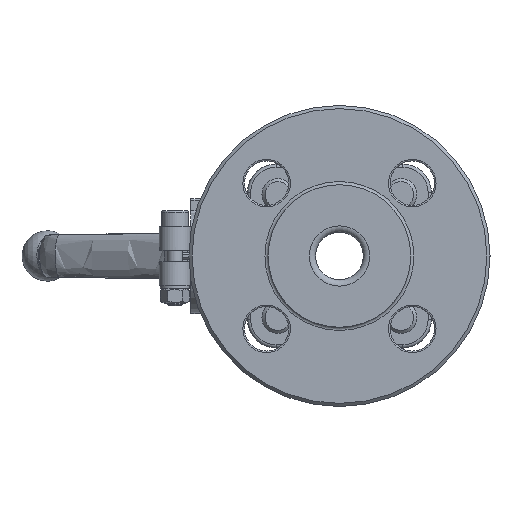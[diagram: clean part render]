
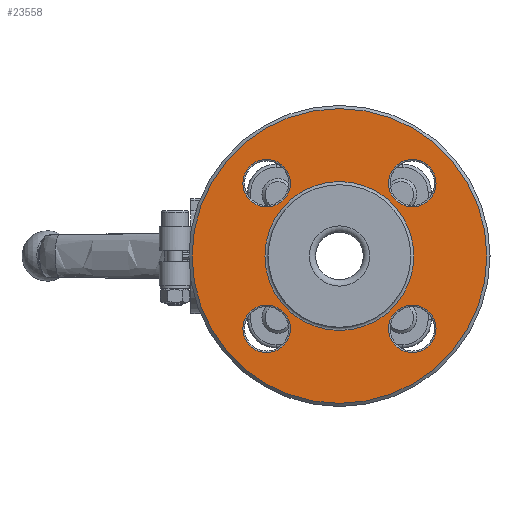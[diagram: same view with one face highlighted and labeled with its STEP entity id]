
A CAD part, left-side view. The second image highlights one B-rep face of the part: STEP entity #23558.
In plain terms, the highlighted planar face has unit normal (-1, 0, 0).
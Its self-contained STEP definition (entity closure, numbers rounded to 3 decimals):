
#410 = AXIS2_PLACEMENT_3D ( 'NONE', #9139, #17100, #28470 ) ;
#1282 = ORIENTED_EDGE ( 'NONE', *, *, #20837, .T. ) ;
#2004 = CIRCLE ( 'NONE', #410, 7.5 ) ;
#2713 = DIRECTION ( 'NONE',  ( 0., 1., 0. ) ) ;
#2746 = CARTESIAN_POINT ( 'NONE',  ( -61.5, -23.5, 0. ) ) ;
#2823 = ORIENTED_EDGE ( 'NONE', *, *, #10112, .T. ) ;
#2862 = CIRCLE ( 'NONE', #19853, 7.5 ) ;
#3047 = AXIS2_PLACEMENT_3D ( 'NONE', #10957, #21853, #21379 ) ;
#3431 = VERTEX_POINT ( 'NONE', #21600 ) ;
#5153 = FACE_BOUND ( 'NONE', #40190, .T. ) ;
#5331 = EDGE_LOOP ( 'NONE', ( #8775 ) ) ;
#5357 = CIRCLE ( 'NONE', #3047, 7.5 ) ;
#5850 = CARTESIAN_POINT ( 'NONE',  ( -61.5, -22.981, -22.981 ) ) ;
#6089 = DIRECTION ( 'NONE',  ( -1., 0., 0. ) ) ;
#7075 = VERTEX_POINT ( 'NONE', #39568 ) ;
#7350 = EDGE_CURVE ( 'NONE', #28625, #28625, #38377, .T. ) ;
#8692 = ORIENTED_EDGE ( 'NONE', *, *, #26267, .T. ) ;
#8775 = ORIENTED_EDGE ( 'NONE', *, *, #7350, .F. ) ;
#9139 = CARTESIAN_POINT ( 'NONE',  ( -61.5, -22.981, 22.981 ) ) ;
#10112 = EDGE_CURVE ( 'NONE', #7075, #7075, #2862, .T. ) ;
#10725 = EDGE_CURVE ( 'NONE', #3431, #3431, #45449, .T. ) ;
#10922 = AXIS2_PLACEMENT_3D ( 'NONE', #5850, #16988, #2713 ) ;
#10957 = CARTESIAN_POINT ( 'NONE',  ( -61.5, 22.981, -22.981 ) ) ;
#11181 = VERTEX_POINT ( 'NONE', #11904 ) ;
#11408 = AXIS2_PLACEMENT_3D ( 'NONE', #15440, #45234, #34563 ) ;
#11449 = DIRECTION ( 'NONE',  ( 1., 0., 0. ) ) ;
#11904 = CARTESIAN_POINT ( 'NONE',  ( -61.5, -15.481, -22.981 ) ) ;
#12405 = FACE_BOUND ( 'NONE', #41780, .T. ) ;
#12631 = PLANE ( 'NONE',  #32951 ) ;
#15440 = CARTESIAN_POINT ( 'NONE',  ( -61.5, 0., 0. ) ) ;
#15908 = ORIENTED_EDGE ( 'NONE', *, *, #10725, .T. ) ;
#16985 = FACE_OUTER_BOUND ( 'NONE', #44725, .T. ) ;
#16988 = DIRECTION ( 'NONE',  ( 1., 0., 0. ) ) ;
#17100 = DIRECTION ( 'NONE',  ( 1., 0., 0. ) ) ;
#17927 = EDGE_LOOP ( 'NONE', ( #8692 ) ) ;
#19853 = AXIS2_PLACEMENT_3D ( 'NONE', #44651, #11449, #40520 ) ;
#20837 = EDGE_CURVE ( 'NONE', #41236, #41236, #2004, .T. ) ;
#21379 = DIRECTION ( 'NONE',  ( 0., 1., 0. ) ) ;
#21600 = CARTESIAN_POINT ( 'NONE',  ( -61.5, 46.5, 0. ) ) ;
#21853 = DIRECTION ( 'NONE',  ( 1., 0., 0. ) ) ;
#22782 = CARTESIAN_POINT ( 'NONE',  ( -61.5, -15.481, 22.981 ) ) ;
#23558 = ADVANCED_FACE ( 'NONE', ( #16985, #12405, #24010, #35140, #5153, #23776 ), #12631, .T. ) ;
#23776 = FACE_BOUND ( 'NONE', #5331, .T. ) ;
#24010 = FACE_BOUND ( 'NONE', #44567, .T. ) ;
#25332 = DIRECTION ( 'NONE',  ( -1., 0., 0. ) ) ;
#26267 = EDGE_CURVE ( 'NONE', #11181, #11181, #34114, .T. ) ;
#28470 = DIRECTION ( 'NONE',  ( 0., 1., 0. ) ) ;
#28625 = VERTEX_POINT ( 'NONE', #2746 ) ;
#28733 = CARTESIAN_POINT ( 'NONE',  ( -61.5, 0., 0. ) ) ;
#31022 = VERTEX_POINT ( 'NONE', #38545 ) ;
#32555 = EDGE_CURVE ( 'NONE', #31022, #31022, #5357, .T. ) ;
#32951 = AXIS2_PLACEMENT_3D ( 'NONE', #39043, #6089, #41980 ) ;
#34114 = CIRCLE ( 'NONE', #10922, 7.5 ) ;
#34563 = DIRECTION ( 'NONE',  ( 0., 1., 0. ) ) ;
#35140 = FACE_BOUND ( 'NONE', #17927, .T. ) ;
#35287 = AXIS2_PLACEMENT_3D ( 'NONE', #28733, #25332, #43535 ) ;
#38377 = CIRCLE ( 'NONE', #35287, 23.5 ) ;
#38545 = CARTESIAN_POINT ( 'NONE',  ( -61.5, 30.481, -22.981 ) ) ;
#39043 = CARTESIAN_POINT ( 'NONE',  ( -61.5, 34.5, 0. ) ) ;
#39568 = CARTESIAN_POINT ( 'NONE',  ( -61.5, 30.481, 22.981 ) ) ;
#40190 = EDGE_LOOP ( 'NONE', ( #1282 ) ) ;
#40520 = DIRECTION ( 'NONE',  ( 0., 1., 0. ) ) ;
#41236 = VERTEX_POINT ( 'NONE', #22782 ) ;
#41780 = EDGE_LOOP ( 'NONE', ( #2823 ) ) ;
#41980 = DIRECTION ( 'NONE',  ( 0., 0., 1. ) ) ;
#43535 = DIRECTION ( 'NONE',  ( 0., -1., 0. ) ) ;
#44567 = EDGE_LOOP ( 'NONE', ( #45085 ) ) ;
#44651 = CARTESIAN_POINT ( 'NONE',  ( -61.5, 22.981, 22.981 ) ) ;
#44725 = EDGE_LOOP ( 'NONE', ( #15908 ) ) ;
#45085 = ORIENTED_EDGE ( 'NONE', *, *, #32555, .T. ) ;
#45234 = DIRECTION ( 'NONE',  ( -1., 0., 0. ) ) ;
#45449 = CIRCLE ( 'NONE', #11408, 46.5 ) ;
